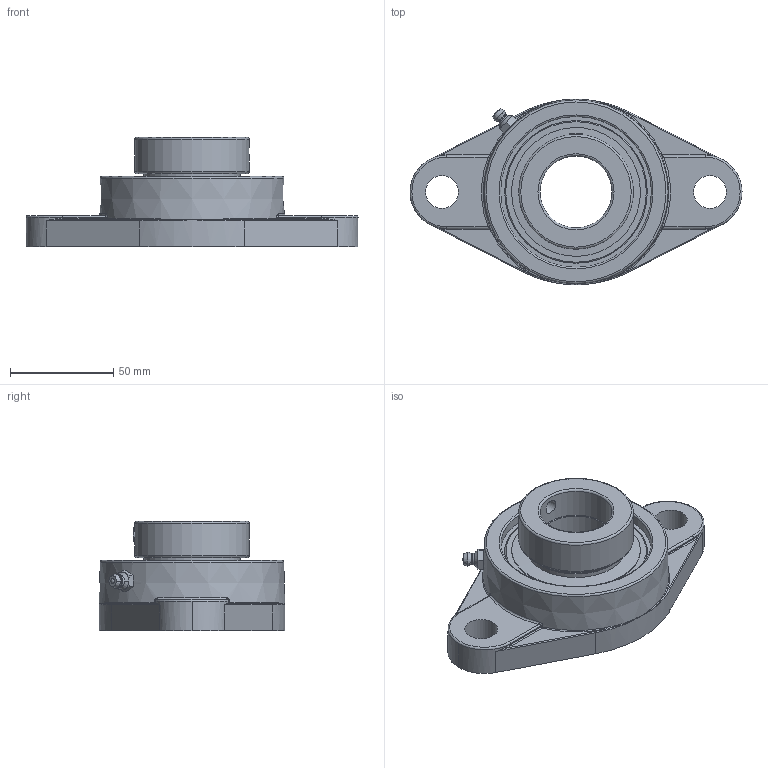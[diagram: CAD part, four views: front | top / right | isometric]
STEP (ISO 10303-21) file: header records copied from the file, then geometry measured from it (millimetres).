
FILE_DESCRIPTION(('HOOPS Exchange Step'),'2;1');
FILE_NAME('export-598727A7-02A3-42D7-BA3A-83631A75F385.stp','2019-11-06T15:15:24-08:00',('dkerr'),('Alibre'),'HOOPS Exchange 2019.2','Alibre','Unknown authorisation');
FILE_SCHEMA( ('AP242_MANAGED_MODEL_BASED_3D_ENGINEERING_MIM_LF {1 0 10303 442 1 1 4 }') );
Length unit declared in the file: inch
Products named in the file (8): MRN SFL 207; UCP ZERK 6mm; SNC 207-22 COLLAR; SNC 207-22 RACES; SNC 207 SS; SNC 207 SHIELD; MRN SNC 207-22; MRN SNCFL 207-22
Assembly tree (8 placements, depth 3):
  MRN SNCFL 207-22
    MRN SFL 207
    UCP ZERK 6mm
    MRN SNC 207-22
      SNC 207-22 COLLAR
      SNC 207-22 RACES
      SNC 207 SS
      SNC 207 SHIELD  x2
Bounding box: 161 x 90 x 52.91 mm (x, y, z)
Volume: 189116.8 mm3; surface area: 68682.2 mm2
Topology: 8 solids, 8 shells, 202 faces, 526 edges, 332 vertices
Faces by surface type: cylinder 57, plane 55, bspline 34, torus 33, cone 19, sphere 4
Full cylindrical faces by diameter (mm): 2.508 x2, 5.994 x1, 6 x1, 6.782 x3, 16 x2, 34.925 x2, 44.196 x2, 46.672 x2, 46.736 x2, 47.752 x2, 55.601 x1, 59.006 x2, 62.484 x2, 73.166 x1, 74.166 x1
Entity records: 12555 total; most frequent: CARTESIAN_POINT 7645, DIRECTION 1001, ORIENTED_EDGE 988, EDGE_CURVE 494, AXIS2_PLACEMENT_3D 431, VERTEX_POINT 318, CIRCLE 242, EDGE_LOOP 222
